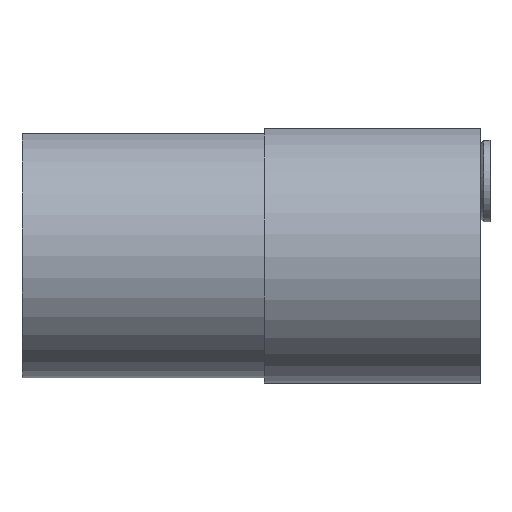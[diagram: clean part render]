
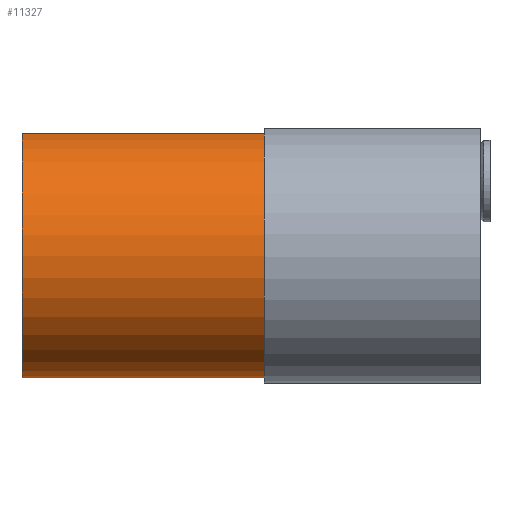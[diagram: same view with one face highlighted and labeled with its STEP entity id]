
A CAD part, left-side view. The second image highlights one B-rep face of the part: STEP entity #11327.
In plain terms, the highlighted cylindrical face has radius 5.7 mm (diameter 11.4 mm), a partial arc.
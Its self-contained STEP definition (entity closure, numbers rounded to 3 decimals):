
#190 = AXIS2_PLACEMENT_3D ( 'NONE', #3725, #4821, #2806 ) ;
#227 = VERTEX_POINT ( 'NONE', #10090 ) ;
#240 = VERTEX_POINT ( 'NONE', #526 ) ;
#526 = CARTESIAN_POINT ( 'NONE',  ( 0., 0., -5.7 ) ) ;
#636 = DIRECTION ( 'NONE',  ( 0., 0., 1. ) ) ;
#1583 = CARTESIAN_POINT ( 'NONE',  ( 1.14, 11.2, 5.585 ) ) ;
#1935 = DIRECTION ( 'NONE',  ( 0., -1., 0. ) ) ;
#2393 = ORIENTED_EDGE ( 'NONE', *, *, #3063, .T. ) ;
#2806 = DIRECTION ( 'NONE',  ( 0., 0., 1. ) ) ;
#3063 = EDGE_CURVE ( 'NONE', #3791, #11187, #6959, .T. ) ;
#3113 = EDGE_CURVE ( 'NONE', #227, #240, #5627, .T. ) ;
#3174 = CARTESIAN_POINT ( 'NONE',  ( 0., 11.2, 0. ) ) ;
#3725 = CARTESIAN_POINT ( 'NONE',  ( 0., 0., 0. ) ) ;
#3757 = CARTESIAN_POINT ( 'NONE',  ( 0., 11.2, 0. ) ) ;
#3791 = VERTEX_POINT ( 'NONE', #1583 ) ;
#4267 = EDGE_CURVE ( 'NONE', #11187, #240, #11515, .T. ) ;
#4785 = CARTESIAN_POINT ( 'NONE',  ( 1.14, 0., 5.585 ) ) ;
#4821 = DIRECTION ( 'NONE',  ( 0., 1., 0. ) ) ;
#5288 = DIRECTION ( 'NONE',  ( 0., -1., 0. ) ) ;
#5627 = LINE ( 'NONE', #7166, #6129 ) ;
#5686 = AXIS2_PLACEMENT_3D ( 'NONE', #3174, #5288, #6323 ) ;
#5885 = DIRECTION ( 'NONE',  ( 0., 1., 0. ) ) ;
#6115 = CARTESIAN_POINT ( 'NONE',  ( 1.14, 11.2, 5.585 ) ) ;
#6129 = VECTOR ( 'NONE', #1935, 1000. ) ;
#6167 = EDGE_CURVE ( 'NONE', #3791, #227, #6919, .T. ) ;
#6323 = DIRECTION ( 'NONE',  ( 0., 0., -1. ) ) ;
#6919 = CIRCLE ( 'NONE', #12848, 5.7 ) ;
#6959 = LINE ( 'NONE', #6115, #13328 ) ;
#7166 = CARTESIAN_POINT ( 'NONE',  ( 0., 11.2, -5.7 ) ) ;
#8438 = EDGE_LOOP ( 'NONE', ( #13519, #11629, #2393, #9692 ) ) ;
#9692 = ORIENTED_EDGE ( 'NONE', *, *, #4267, .T. ) ;
#10090 = CARTESIAN_POINT ( 'NONE',  ( 0., 11.2, -5.7 ) ) ;
#10224 = CYLINDRICAL_SURFACE ( 'NONE', #5686, 5.7 ) ;
#11187 = VERTEX_POINT ( 'NONE', #4785 ) ;
#11327 = ADVANCED_FACE ( 'NONE', ( #11883 ), #10224, .T. ) ;
#11515 = CIRCLE ( 'NONE', #190, 5.7 ) ;
#11629 = ORIENTED_EDGE ( 'NONE', *, *, #6167, .F. ) ;
#11883 = FACE_OUTER_BOUND ( 'NONE', #8438, .T. ) ;
#12848 = AXIS2_PLACEMENT_3D ( 'NONE', #3757, #5885, #636 ) ;
#13328 = VECTOR ( 'NONE', #13469, 1000. ) ;
#13469 = DIRECTION ( 'NONE',  ( 0., -1., 0. ) ) ;
#13519 = ORIENTED_EDGE ( 'NONE', *, *, #3113, .F. ) ;
